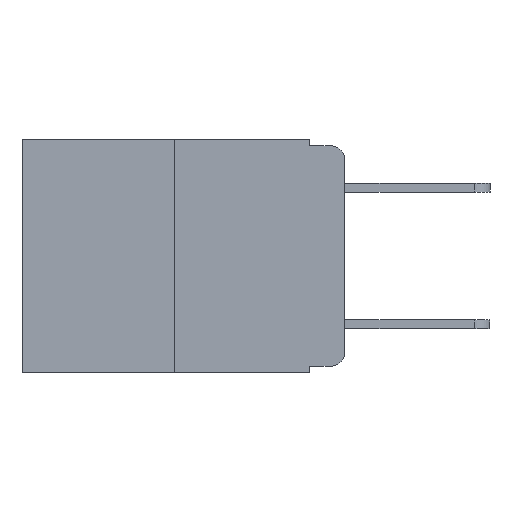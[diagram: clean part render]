
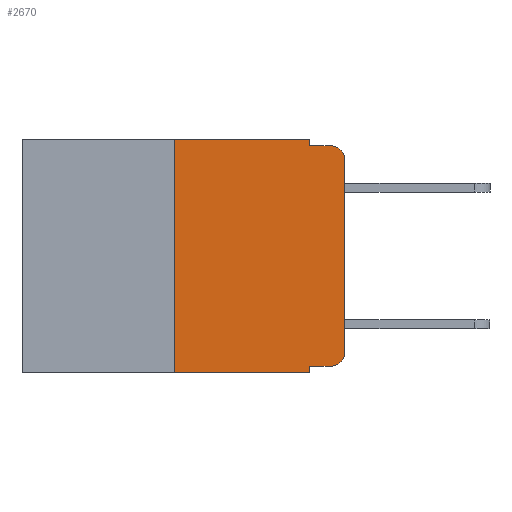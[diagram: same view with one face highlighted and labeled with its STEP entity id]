
A CAD part, left-side view. The second image highlights one B-rep face of the part: STEP entity #2670.
In plain terms, the highlighted planar face has unit normal (-1, 0, 0).
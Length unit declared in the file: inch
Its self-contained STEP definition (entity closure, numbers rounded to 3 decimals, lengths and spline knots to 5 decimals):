
#718 = CARTESIAN_POINT ( 'NONE',  ( 0., 0.473, 0. ) ) ;
#871 = VERTEX_POINT ( 'NONE', #8787 ) ;
#1078 = VERTEX_POINT ( 'NONE', #10709 ) ;
#1255 = LINE ( 'NONE', #1309, #9689 ) ;
#1309 = CARTESIAN_POINT ( 'NONE',  ( 0., 0.051, 0. ) ) ;
#1750 = LINE ( 'NONE', #5750, #14663 ) ;
#2013 = VECTOR ( 'NONE', #6204, 39.37008 ) ;
#2078 = EDGE_CURVE ( 'NONE', #1078, #871, #18178, .T. ) ;
#2421 = VERTEX_POINT ( 'NONE', #2856 ) ;
#2487 = CARTESIAN_POINT ( 'NONE',  ( 0., 0.051, 0. ) ) ;
#2670 = ADVANCED_FACE ( 'NONE', ( #16375 ), #5494, .F. ) ;
#2856 = CARTESIAN_POINT ( 'NONE',  ( 0., 0., -0.313 ) ) ;
#2937 = CARTESIAN_POINT ( 'NONE',  ( 0., 0.02, -0.313 ) ) ;
#2966 = EDGE_CURVE ( 'NONE', #10775, #13942, #6120, .T. ) ;
#3357 = ORIENTED_EDGE ( 'NONE', *, *, #12016, .T. ) ;
#3433 = ORIENTED_EDGE ( 'NONE', *, *, #12696, .T. ) ;
#3986 = CARTESIAN_POINT ( 'NONE',  ( 0., 0.051, -0.333 ) ) ;
#4346 = VECTOR ( 'NONE', #9378, 39.37008 ) ;
#4352 = AXIS2_PLACEMENT_3D ( 'NONE', #2937, #14680, #4615 ) ;
#4501 = VERTEX_POINT ( 'NONE', #17640 ) ;
#4615 = DIRECTION ( 'NONE',  ( 0., 0., -1. ) ) ;
#5452 = VECTOR ( 'NONE', #15761, 39.37008 ) ;
#5494 = PLANE ( 'NONE',  #6779 ) ;
#5750 = CARTESIAN_POINT ( 'NONE',  ( 0., 0., 0. ) ) ;
#6120 = LINE ( 'NONE', #17677, #10654 ) ;
#6204 = DIRECTION ( 'NONE',  ( 0., 0., 1. ) ) ;
#6326 = ORIENTED_EDGE ( 'NONE', *, *, #14892, .T. ) ;
#6779 = AXIS2_PLACEMENT_3D ( 'NONE', #718, #8371, #7286 ) ;
#7286 = DIRECTION ( 'NONE',  ( 0., 0., -1. ) ) ;
#7363 = CARTESIAN_POINT ( 'NONE',  ( 0., 0.473, 0. ) ) ;
#7452 = DIRECTION ( 'NONE',  ( 0., 0., 1. ) ) ;
#7628 = VERTEX_POINT ( 'NONE', #2487 ) ;
#8371 = DIRECTION ( 'NONE',  ( 1., 0., 0. ) ) ;
#8787 = CARTESIAN_POINT ( 'NONE',  ( 0., 0.02, -0.01 ) ) ;
#9080 = DIRECTION ( 'NONE',  ( 0., -1., 0. ) ) ;
#9378 = DIRECTION ( 'NONE',  ( 0., -1., 0. ) ) ;
#9424 = CARTESIAN_POINT ( 'NONE',  ( 0., 0.051, -0.01 ) ) ;
#9689 = VECTOR ( 'NONE', #16336, 39.37008 ) ;
#9934 = CARTESIAN_POINT ( 'NONE',  ( 0., 0.02, -0.03 ) ) ;
#9955 = LINE ( 'NONE', #3986, #5452 ) ;
#10165 = AXIS2_PLACEMENT_3D ( 'NONE', #9934, #21490, #11632 ) ;
#10590 = VECTOR ( 'NONE', #17395, 39.37008 ) ;
#10654 = VECTOR ( 'NONE', #17378, 39.37008 ) ;
#10680 = VECTOR ( 'NONE', #9080, 39.37008 ) ;
#10709 = CARTESIAN_POINT ( 'NONE',  ( 0., 0.051, -0.01 ) ) ;
#10742 = CARTESIAN_POINT ( 'NONE',  ( 0., 0.051, 0. ) ) ;
#10775 = VERTEX_POINT ( 'NONE', #18836 ) ;
#10850 = VERTEX_POINT ( 'NONE', #14183 ) ;
#11038 = EDGE_CURVE ( 'NONE', #18497, #2421, #19867, .T. ) ;
#11115 = LINE ( 'NONE', #10742, #10590 ) ;
#11515 = LINE ( 'NONE', #17919, #2013 ) ;
#11632 = DIRECTION ( 'NONE',  ( 0., 0., -1. ) ) ;
#11660 = CARTESIAN_POINT ( 'NONE',  ( 0., 0.02, -0.333 ) ) ;
#11797 = VERTEX_POINT ( 'NONE', #16844 ) ;
#12016 = EDGE_CURVE ( 'NONE', #4501, #18497, #9955, .T. ) ;
#12281 = EDGE_CURVE ( 'NONE', #7628, #1078, #1255, .T. ) ;
#12299 = CARTESIAN_POINT ( 'NONE',  ( 0., 0.051, -0.343 ) ) ;
#12696 = EDGE_CURVE ( 'NONE', #2421, #10850, #1750, .T. ) ;
#12867 = EDGE_CURVE ( 'NONE', #10775, #11797, #11515, .T. ) ;
#13337 = ORIENTED_EDGE ( 'NONE', *, *, #12867, .F. ) ;
#13916 = ORIENTED_EDGE ( 'NONE', *, *, #14014, .F. ) ;
#13942 = VERTEX_POINT ( 'NONE', #12299 ) ;
#14014 = EDGE_CURVE ( 'NONE', #11797, #7628, #19497, .T. ) ;
#14183 = CARTESIAN_POINT ( 'NONE',  ( 0., 0., -0.03 ) ) ;
#14606 = EDGE_LOOP ( 'NONE', ( #3433, #6326, #18626, #15868, #13916, #13337, #18682, #15955, #3357, #19773 ) ) ;
#14663 = VECTOR ( 'NONE', #7452, 39.37008 ) ;
#14680 = DIRECTION ( 'NONE',  ( -1., 0., 0. ) ) ;
#14892 = EDGE_CURVE ( 'NONE', #10850, #871, #15568, .T. ) ;
#15568 = CIRCLE ( 'NONE', #10165, 0.02 ) ;
#15738 = EDGE_CURVE ( 'NONE', #4501, #13942, #11115, .T. ) ;
#15761 = DIRECTION ( 'NONE',  ( 0., -1., 0. ) ) ;
#15868 = ORIENTED_EDGE ( 'NONE', *, *, #12281, .F. ) ;
#15955 = ORIENTED_EDGE ( 'NONE', *, *, #15738, .F. ) ;
#16336 = DIRECTION ( 'NONE',  ( 0., 0., -1. ) ) ;
#16375 = FACE_OUTER_BOUND ( 'NONE', #14606, .T. ) ;
#16844 = CARTESIAN_POINT ( 'NONE',  ( 0., 0.25, 0. ) ) ;
#17378 = DIRECTION ( 'NONE',  ( 0., -1., 0. ) ) ;
#17395 = DIRECTION ( 'NONE',  ( 0., 0., -1. ) ) ;
#17640 = CARTESIAN_POINT ( 'NONE',  ( 0., 0.051, -0.333 ) ) ;
#17677 = CARTESIAN_POINT ( 'NONE',  ( 0., 0.473, -0.343 ) ) ;
#17919 = CARTESIAN_POINT ( 'NONE',  ( 0., 0.25, 0. ) ) ;
#18178 = LINE ( 'NONE', #9424, #4346 ) ;
#18497 = VERTEX_POINT ( 'NONE', #11660 ) ;
#18626 = ORIENTED_EDGE ( 'NONE', *, *, #2078, .F. ) ;
#18682 = ORIENTED_EDGE ( 'NONE', *, *, #2966, .T. ) ;
#18836 = CARTESIAN_POINT ( 'NONE',  ( 0., 0.25, -0.343 ) ) ;
#19497 = LINE ( 'NONE', #7363, #10680 ) ;
#19773 = ORIENTED_EDGE ( 'NONE', *, *, #11038, .T. ) ;
#19867 = CIRCLE ( 'NONE', #4352, 0.02 ) ;
#21490 = DIRECTION ( 'NONE',  ( -1., 0., 0. ) ) ;
